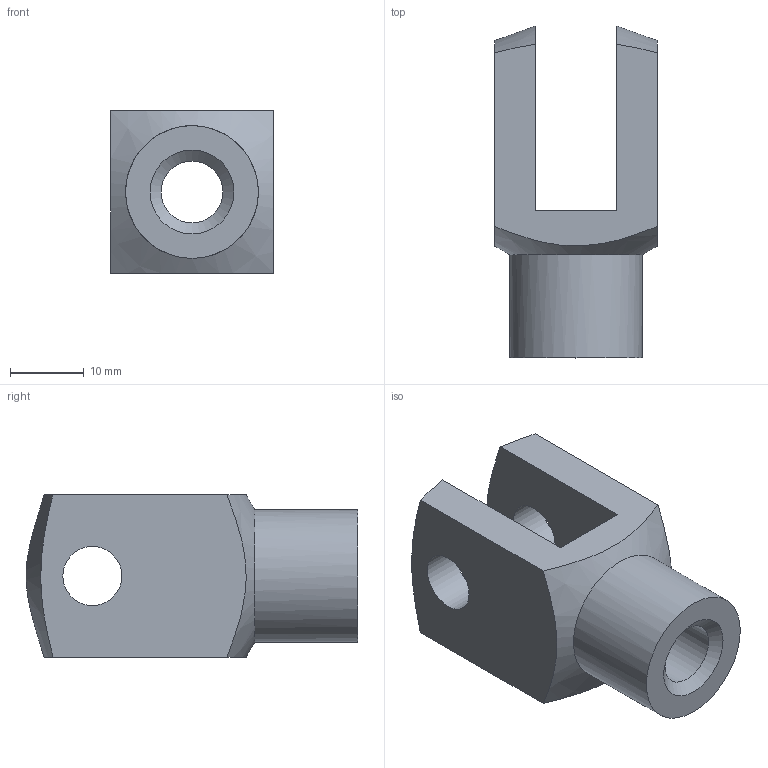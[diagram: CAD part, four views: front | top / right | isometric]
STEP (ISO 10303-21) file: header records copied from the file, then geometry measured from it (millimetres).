
FILE_DESCRIPTION( ( 'STEP AP203' ), '1' );
FILE_NAME( 'ex-Cromo G8x16CN.stp', '2018-12-20T16:28:30', ( '' ), ( '' ), ' ', 'PARTsolutions', ' ' );
FILE_SCHEMA( ( 'CONFIG_CONTROL_DESIGN' ) );
Length unit declared in the file: millimetre
Products named in the file (1): _ex-Cromo G8x16CN
Bounding box: 22 x 44.99 x 22 mm (x, y, z)
Volume: 10132.4 mm3; surface area: 5154.2 mm2
Topology: 1 solids, 1 shells, 16 faces, 42 edges, 28 vertices
Faces by surface type: plane 8, cone 4, cylinder 4
Full cylindrical faces by diameter (mm): 8 x2, 8.376 x1, 18 x1
Entity records: 628 total; most frequent: CARTESIAN_POINT 233, ORIENTED_EDGE 66, DIRECTION 64, EDGE_CURVE 33, EDGE_LOOP 28, AXIS2_PLACEMENT_3D 26, VERTEX_POINT 25, FACE_OUTER_BOUND 20
